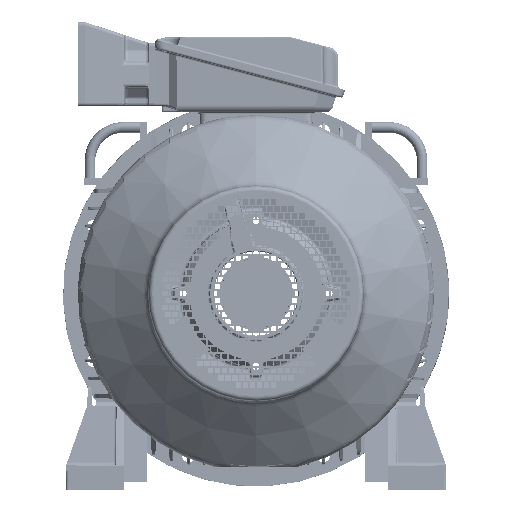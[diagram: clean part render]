
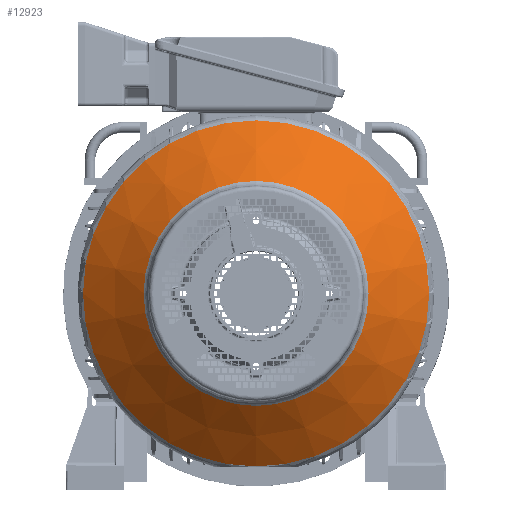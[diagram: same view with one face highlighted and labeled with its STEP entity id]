
A CAD part, left-side view. The second image highlights one B-rep face of the part: STEP entity #12923.
In plain terms, the highlighted conical face has half-angle 49.831 degrees and reference radius 160.199 mm.
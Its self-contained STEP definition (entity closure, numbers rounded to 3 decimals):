
#12923 = ADVANCED_FACE( '', ( #30404, #30405 ), #30406, .T. );
#30404 = FACE_OUTER_BOUND( '', #94697, .T. );
#30405 = FACE_BOUND( '', #94698, .T. );
#30406 = CONICAL_SURFACE( '', #94699, 160.199, 0.87 );
#94697 = EDGE_LOOP( '', ( #200164 ) );
#94698 = EDGE_LOOP( '', ( #200165 ) );
#94699 = AXIS2_PLACEMENT_3D( '', #200166, #200167, #200168 );
#200164 = ORIENTED_EDGE( '', *, *, #249661, .T. );
#200165 = ORIENTED_EDGE( '', *, *, #243420, .F. );
#200166 = CARTESIAN_POINT( '', ( -712.382, 0., 0. ) );
#200167 = DIRECTION( '', ( 1., 0., 0. ) );
#200168 = DIRECTION( '', ( 0., 0., -1. ) );
#243420 = EDGE_CURVE( '', #275517, #275517, #275518, .T. );
#249661 = EDGE_CURVE( '', #284603, #284603, #284604, .T. );
#275517 = VERTEX_POINT( '', #343236 );
#275518 = CIRCLE( '', #343237, 160.199 );
#284603 = VERTEX_POINT( '', #373199 );
#284604 = CIRCLE( '', #373200, 246.433 );
#343236 = CARTESIAN_POINT( '', ( -712.382, 0., 160.199 ) );
#343237 = AXIS2_PLACEMENT_3D( '', #419690, #419691, #419692 );
#373199 = CARTESIAN_POINT( '', ( -639.59, 0., 246.433 ) );
#373200 = AXIS2_PLACEMENT_3D( '', #426150, #426151, #426152 );
#419690 = CARTESIAN_POINT( '', ( -712.382, 0., 0. ) );
#419691 = DIRECTION( '', ( -1., 0., 0. ) );
#419692 = DIRECTION( '', ( 0., 0., 1. ) );
#426150 = CARTESIAN_POINT( '', ( -639.59, 0., 0. ) );
#426151 = DIRECTION( '', ( -1., 0., 0. ) );
#426152 = DIRECTION( '', ( 0., 0., 1. ) );
